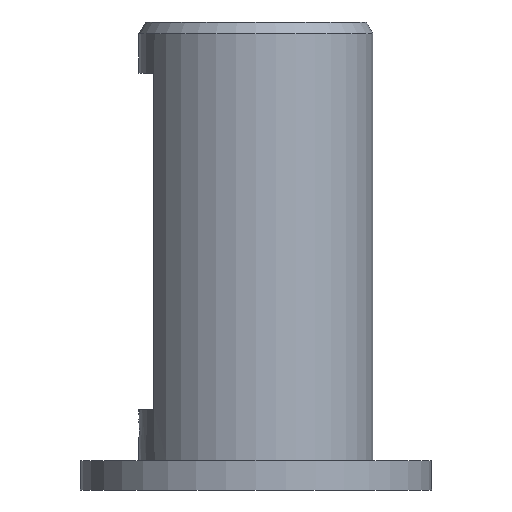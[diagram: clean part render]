
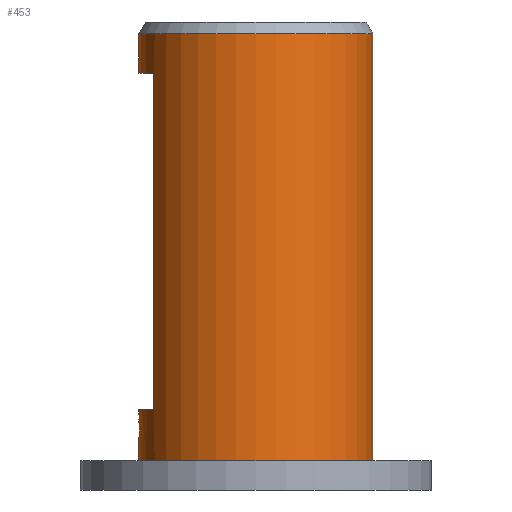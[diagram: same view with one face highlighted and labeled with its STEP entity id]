
A CAD part, left-side view. The second image highlights one B-rep face of the part: STEP entity #453.
In plain terms, the highlighted cylindrical face has radius 16 mm (diameter 32 mm), a partial arc.
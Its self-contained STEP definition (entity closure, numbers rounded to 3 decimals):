
#179=VERTEX_POINT('',#501);
#183=VERTEX_POINT('',#505);
#203=VERTEX_POINT('',#525);
#215=VERTEX_POINT('',#540);
#217=EDGE_CURVE('',#179,#407,#542,.T.);
#221=EDGE_CURVE('',#183,#255,#546,.T.);
#231=EDGE_CURVE('',#215,#383,#559,.T.);
#243=VERTEX_POINT('',#571);
#251=EDGE_CURVE('',#407,#203,#579,.T.);
#255=VERTEX_POINT('',#583);
#265=EDGE_CURVE('',#203,#335,#594,.T.);
#287=EDGE_CURVE('',#243,#299,#617,.T.);
#293=EDGE_CURVE('',#347,#183,#623,.T.);
#299=VERTEX_POINT('',#630);
#311=EDGE_CURVE('',#255,#419,#643,.T.);
#327=EDGE_CURVE('',#383,#347,#661,.T.);
#335=VERTEX_POINT('',#670);
#347=VERTEX_POINT('',#683);
#383=VERTEX_POINT('',#721);
#403=EDGE_CURVE('',#419,#179,#744,.T.);
#407=VERTEX_POINT('',#749);
#419=VERTEX_POINT('',#763);
#443=EDGE_CURVE('',#215,#299,#791,.T.);
#453=ADVANCED_FACE('',(#801),#802,.T.);
#477=EDGE_CURVE('',#335,#243,#830,.T.);
#501=CARTESIAN_POINT('',(-1.595,15.92,-53.0));
#505=CARTESIAN_POINT('',(0.,16.0,-7.0));
#525=CARTESIAN_POINT('',(0.,16.0,-54.741));
#540=CARTESIAN_POINT('',(0.,-16.0,-60.0));
#542=B_SPLINE_CURVE_WITH_KNOTS('',3,(#955,#956,#957,#958,#959,#960,#961,#962,#963,#964,#965,#966,#967,#968,#969,#970,#971,#972,#973,#974,#975,#976,#977,#978),.UNSPECIFIED.,.F.,.F.,(4,2,2,2,2,2,2,2,2,2,2,4),(5.353,5.71,6.067,6.424,6.781,7.138,7.494,7.851,8.208,8.564,8.922,9.279),.UNSPECIFIED.);
#546=CIRCLE('',#983,16.0);
#559=LINE('',#1000,#1001);
#571=CARTESIAN_POINT('',(0.,16.0,-56.85));
#579=LINE('',#1028,#1029);
#583=CARTESIAN_POINT('',(-7.746,14.0,-7.0));
#594=ELLIPSE('',#1045,17.839,16.0);
#617=LINE('',#1094,#1095);
#623=LINE('',#1127,#1128);
#630=CARTESIAN_POINT('',(0.0,16.0,-60.0));
#643=LINE('',#1153,#1154);
#661=CIRCLE('',#1174,16.0);
#670=CARTESIAN_POINT('',(-2.139,15.856,-55.795));
#683=CARTESIAN_POINT('',(0.0,16.0,-1.6));
#721=CARTESIAN_POINT('',(0.,-16.0,-1.6));
#744=CIRCLE('',#1391,16.0);
#749=CARTESIAN_POINT('',(0.,16.0,-54.4));
#763=CARTESIAN_POINT('',(-7.746,14.0,-53.0));
#791=CIRCLE('',#1475,16.0);
#801=FACE_OUTER_BOUND('',#1488,.T.);
#802=CYLINDRICAL_SURFACE('',#1489,16.0);
#830=B_SPLINE_CURVE_WITH_KNOTS('',3,(#1525,#1526,#1527,#1528,#1529,#1530,#1531,#1532,#1533,#1534,#1535,#1536,#1537,#1538,#1539,#1540),.UNSPECIFIED.,.F.,.F.,(4,2,2,2,2,2,2,4),(9.343,9.835,10.327,10.819,11.31,11.802,12.294,12.785),.UNSPECIFIED.);
#955=CARTESIAN_POINT('',(-1.621,15.918,-52.158));
#956=CARTESIAN_POINT('',(-1.645,15.915,-52.28));
#957=CARTESIAN_POINT('',(-1.656,15.914,-52.403));
#958=CARTESIAN_POINT('',(-1.656,15.914,-52.641));
#959=CARTESIAN_POINT('',(-1.645,15.915,-52.764));
#960=CARTESIAN_POINT('',(-1.597,15.92,-53.009));
#961=CARTESIAN_POINT('',(-1.56,15.924,-53.13));
#962=CARTESIAN_POINT('',(-1.464,15.933,-53.363));
#963=CARTESIAN_POINT('',(-1.403,15.938,-53.475));
#964=CARTESIAN_POINT('',(-1.264,15.95,-53.682));
#965=CARTESIAN_POINT('',(-1.186,15.956,-53.777));
#966=CARTESIAN_POINT('',(-1.018,15.968,-53.945));
#967=CARTESIAN_POINT('',(-0.923,15.974,-54.024));
#968=CARTESIAN_POINT('',(-0.716,15.984,-54.162));
#969=CARTESIAN_POINT('',(-0.604,15.989,-54.223));
#970=CARTESIAN_POINT('',(-0.371,15.996,-54.319));
#971=CARTESIAN_POINT('',(-0.25,15.999,-54.356));
#972=CARTESIAN_POINT('',(-0.005,16.,-54.404));
#973=CARTESIAN_POINT('',(0.118,16.,-54.415));
#974=CARTESIAN_POINT('',(0.356,15.996,-54.415));
#975=CARTESIAN_POINT('',(0.479,15.993,-54.404));
#976=CARTESIAN_POINT('',(0.723,15.984,-54.356));
#977=CARTESIAN_POINT('',(0.845,15.978,-54.319));
#978=CARTESIAN_POINT('',(0.962,15.971,-54.271));
#983=AXIS2_PLACEMENT_3D('',#1585,#1586,#1587);
#1000=CARTESIAN_POINT('',(0.,-16.0,-30.8));
#1001=VECTOR('',#1617,1.0);
#1028=CARTESIAN_POINT('',(0.,16.0,-30.8));
#1029=VECTOR('',#1626,1.0);
#1045=AXIS2_PLACEMENT_3D('',#1639,#1640,#1641);
#1094=CARTESIAN_POINT('',(0.,16.0,-30.8));
#1095=VECTOR('',#1658,1.0);
#1127=CARTESIAN_POINT('',(0.,16.0,-30.8));
#1128=VECTOR('',#1662,1.0);
#1153=CARTESIAN_POINT('',(-7.746,14.0,-30.0));
#1154=VECTOR('',#1681,1.0);
#1174=AXIS2_PLACEMENT_3D('',#1701,#1702,#1703);
#1391=AXIS2_PLACEMENT_3D('',#1783,#1784,#1785);
#1475=AXIS2_PLACEMENT_3D('',#1868,#1869,#1870);
#1488=EDGE_LOOP('',(#1876,#1877,#1878,#1879,#1880,#1881,#1882,#1883,#1884,#1885,#1886,#1887));
#1489=AXIS2_PLACEMENT_3D('',#1888,#1889,#1890);
#1525=CARTESIAN_POINT('',(-2.208,15.847,-55.699));
#1526=CARTESIAN_POINT('',(-2.112,15.86,-55.841));
#1527=CARTESIAN_POINT('',(-2.004,15.874,-55.971));
#1528=CARTESIAN_POINT('',(-1.773,15.902,-56.202));
#1529=CARTESIAN_POINT('',(-1.642,15.916,-56.311));
#1530=CARTESIAN_POINT('',(-1.358,15.943,-56.502));
#1531=CARTESIAN_POINT('',(-1.204,15.955,-56.585));
#1532=CARTESIAN_POINT('',(-0.883,15.976,-56.718));
#1533=CARTESIAN_POINT('',(-0.716,15.985,-56.768));
#1534=CARTESIAN_POINT('',(-0.379,15.996,-56.834));
#1535=CARTESIAN_POINT('',(-0.209,15.999,-56.85));
#1536=CARTESIAN_POINT('',(0.119,16.,-56.85));
#1537=CARTESIAN_POINT('',(0.288,15.998,-56.834));
#1538=CARTESIAN_POINT('',(0.625,15.989,-56.768));
#1539=CARTESIAN_POINT('',(0.792,15.981,-56.718));
#1540=CARTESIAN_POINT('',(0.953,15.972,-56.651));
#1585=CARTESIAN_POINT('',(0.0,0.0,-7.0));
#1586=DIRECTION('',(0.0,-0.0,1.0));
#1587=DIRECTION('',(0.0,1.0,0.0));
#1617=DIRECTION('',(-0.0,-0.0,1.0));
#1626=DIRECTION('',(0.0,0.0,-1.0));
#1639=CARTESIAN_POINT('',(0.0,0.0,-54.741));
#1640=DIRECTION('',(-0.442,0.0,0.897));
#1641=DIRECTION('',(0.897,-0.0,0.442));
#1658=DIRECTION('',(0.0,0.0,-1.0));
#1662=DIRECTION('',(0.0,0.0,-1.0));
#1681=DIRECTION('',(0.0,0.0,-1.0));
#1701=CARTESIAN_POINT('',(0.0,0.0,-1.6));
#1702=DIRECTION('',(0.0,0.0,-1.0));
#1703=DIRECTION('',(0.0,1.0,0.0));
#1783=CARTESIAN_POINT('',(0.0,0.0,-53.0));
#1784=DIRECTION('',(0.0,0.0,-1.0));
#1785=DIRECTION('',(0.0,1.0,0.0));
#1868=CARTESIAN_POINT('',(0.0,0.0,-60.0));
#1869=DIRECTION('',(-0.0,0.0,-1.0));
#1870=DIRECTION('',(0.0,1.0,0.0));
#1876=ORIENTED_EDGE('',*,*,#293,.T.);
#1877=ORIENTED_EDGE('',*,*,#221,.T.);
#1878=ORIENTED_EDGE('',*,*,#311,.T.);
#1879=ORIENTED_EDGE('',*,*,#403,.T.);
#1880=ORIENTED_EDGE('',*,*,#217,.T.);
#1881=ORIENTED_EDGE('',*,*,#251,.T.);
#1882=ORIENTED_EDGE('',*,*,#265,.T.);
#1883=ORIENTED_EDGE('',*,*,#477,.T.);
#1884=ORIENTED_EDGE('',*,*,#287,.T.);
#1885=ORIENTED_EDGE('',*,*,#443,.F.);
#1886=ORIENTED_EDGE('',*,*,#231,.T.);
#1887=ORIENTED_EDGE('',*,*,#327,.T.);
#1888=CARTESIAN_POINT('',(0.0,0.0,-30.8));
#1889=DIRECTION('',(-0.0,-0.0,1.0));
#1890=DIRECTION('',(0.0,1.0,0.0));
